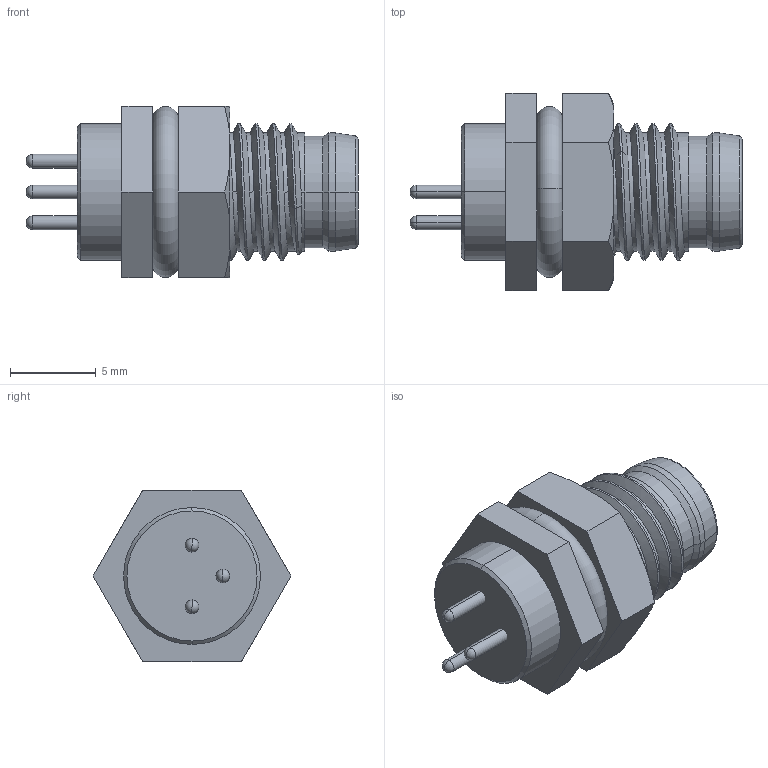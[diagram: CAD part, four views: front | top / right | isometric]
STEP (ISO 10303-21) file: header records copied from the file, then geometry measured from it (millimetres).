
FILE_DESCRIPTION((''),'2;1');
FILE_NAME('8P-03PMMP-SF7001_ASM','2021-07-20T',('L100003'),(''),'PRO/ENGINEER BY PARAMETRIC TECHNOLOGY CORPORATION, 2017170','PRO/ENGINEER BY PARAMETRIC TECHNOLOGY CORPORATION, 2017170','');
FILE_SCHEMA(('CONFIG_CONTROL_DESIGN'));
Length unit declared in the file: millimetre
Products named in the file (8): MSBR-6; MSBR-5; MSBR-4; MSBR-3; MSBR-2; MSBR-1; _8P-03PMMP-SF7001; 8P-03PMMP-SF7001_ASM
Assembly tree (7 placements, depth 2):
  8P-03PMMP-SF7001_ASM
    MSBR-6
    MSBR-5
    MSBR-4
    MSBR-3
    MSBR-2
    MSBR-1
    _8P-03PMMP-SF7001
Bounding box: 19.4 x 11.55 x 10 mm (x, y, z)
Volume: 858.7 mm3; surface area: 1438.5 mm2
Topology: 6 solids, 7 shells, 150 faces, 347 edges, 217 vertices
Faces by surface type: cylinder 66, plane 42, cone 14, sphere 12, bspline 8, torus 6, extrusion 2
Entity records: 8369 total; most frequent: CARTESIAN_POINT 3710, DIRECTION 732, ORIENTED_EDGE 666, EDGE_CURVE 335, AXIS2_PLACEMENT_3D 299, VERTEX_POINT 217, EDGE_LOOP 174, PRESENTATION_STYLE_ASSIGNMENT 159
